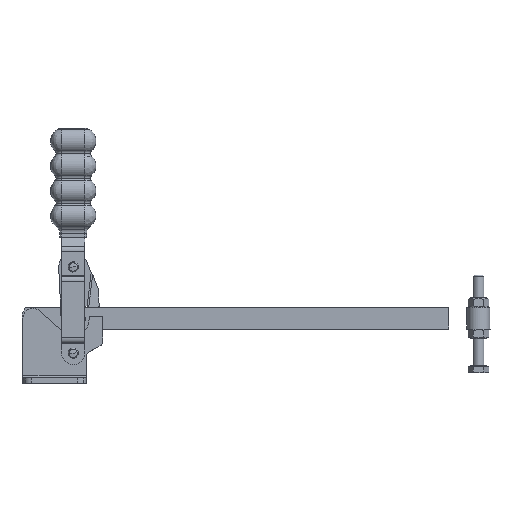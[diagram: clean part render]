
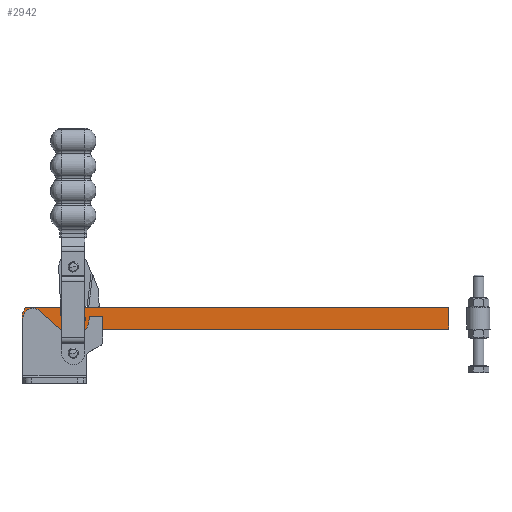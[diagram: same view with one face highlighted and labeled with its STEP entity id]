
A CAD part, top view. The second image highlights one B-rep face of the part: STEP entity #2942.
In plain terms, the highlighted planar face has unit normal (0, 0, 1).
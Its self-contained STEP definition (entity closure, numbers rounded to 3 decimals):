
#2609=CARTESIAN_POINT('',(30.7,6.,6.));
#2610=VERTEX_POINT('',#2609);
#2626=CARTESIAN_POINT('',(25.7,6.,6.));
#2627=VERTEX_POINT('',#2626);
#2634=CARTESIAN_POINT('',(28.2,6.,6.));
#2635=DIRECTION('',(0.0,0.0,-1.0));
#2636=DIRECTION('',(1.0,0.0,0.0));
#2637=AXIS2_PLACEMENT_3D('',#2634,#2635,#2636);
#2638=CIRCLE('',#2637,2.5);
#2639=EDGE_CURVE('',#2610,#2627,#2638,.T.);
#2672=CARTESIAN_POINT('',(8.5,6.,6.));
#2673=VERTEX_POINT('',#2672);
#2689=CARTESIAN_POINT('',(3.5,6.,6.));
#2690=VERTEX_POINT('',#2689);
#2697=CARTESIAN_POINT('',(6.,6.,6.));
#2698=DIRECTION('',(0.0,0.0,-1.0));
#2699=DIRECTION('',(1.0,0.0,0.0));
#2700=AXIS2_PLACEMENT_3D('',#2697,#2698,#2699);
#2701=CIRCLE('',#2700,2.5);
#2702=EDGE_CURVE('',#2673,#2690,#2701,.T.);
#2722=CARTESIAN_POINT('',(235.49,12.,6.));
#2723=VERTEX_POINT('',#2722);
#2730=CARTESIAN_POINT('',(235.49,0.,6.));
#2731=VERTEX_POINT('',#2730);
#2732=CARTESIAN_POINT('',(235.49,0.,6.));
#2733=DIRECTION('',(0.0,1.0,0.0));
#2734=VECTOR('',#2733,12.);
#2735=LINE('',#2732,#2734);
#2736=EDGE_CURVE('',#2731,#2723,#2735,.T.);
#2774=CARTESIAN_POINT('',(6.,6.,6.));
#2775=DIRECTION('',(0.0,0.0,-1.0));
#2776=DIRECTION('',(1.0,0.0,0.0));
#2777=AXIS2_PLACEMENT_3D('',#2774,#2775,#2776);
#2778=CIRCLE('',#2777,2.5);
#2779=EDGE_CURVE('',#2690,#2673,#2778,.T.);
#2819=CARTESIAN_POINT('',(28.2,6.,6.));
#2820=DIRECTION('',(0.0,0.0,-1.0));
#2821=DIRECTION('',(1.0,0.0,0.0));
#2822=AXIS2_PLACEMENT_3D('',#2819,#2820,#2821);
#2823=CIRCLE('',#2822,2.5);
#2824=EDGE_CURVE('',#2627,#2610,#2823,.T.);
#2842=CARTESIAN_POINT('',(2.,0.0,6.));
#2843=VERTEX_POINT('',#2842);
#2844=CARTESIAN_POINT('',(235.49,0.,6.));
#2845=DIRECTION('',(-1.0,0.0,0.0));
#2846=VECTOR('',#2845,233.49);
#2847=LINE('',#2844,#2846);
#2848=EDGE_CURVE('',#2731,#2843,#2847,.T.);
#2873=CARTESIAN_POINT('',(2.,12.,6.));
#2874=VERTEX_POINT('',#2873);
#2875=CARTESIAN_POINT('',(10.,6.,6.));
#2876=DIRECTION('',(0.0,0.0,-1.));
#2877=DIRECTION('',(0.8,-0.6,0.0));
#2878=AXIS2_PLACEMENT_3D('',#2875,#2876,#2877);
#2879=CIRCLE('',#2878,10.);
#2880=EDGE_CURVE('',#2843,#2874,#2879,.T.);
#2906=CARTESIAN_POINT('',(235.49,12.,6.));
#2907=DIRECTION('',(-1.0,0.0,0.0));
#2908=VECTOR('',#2907,233.49);
#2909=LINE('',#2906,#2908);
#2910=EDGE_CURVE('',#2723,#2874,#2909,.T.);
#2923=CARTESIAN_POINT('',(46.234,6.,6.));
#2924=DIRECTION('',(0.0,0.0,1.0));
#2925=DIRECTION('',(1.0,0.0,0.0));
#2926=AXIS2_PLACEMENT_3D('',#2923,#2924,#2925);
#2927=PLANE('',#2926);
#2928=ORIENTED_EDGE('',*,*,#2848,.F.);
#2929=ORIENTED_EDGE('',*,*,#2736,.T.);
#2930=ORIENTED_EDGE('',*,*,#2910,.T.);
#2931=ORIENTED_EDGE('',*,*,#2880,.F.);
#2932=EDGE_LOOP('',(#2928,#2929,#2930,#2931));
#2933=FACE_OUTER_BOUND('',#2932,.T.);
#2934=ORIENTED_EDGE('',*,*,#2702,.T.);
#2935=ORIENTED_EDGE('',*,*,#2779,.T.);
#2936=EDGE_LOOP('',(#2934,#2935));
#2937=FACE_BOUND('',#2936,.T.);
#2938=ORIENTED_EDGE('',*,*,#2639,.T.);
#2939=ORIENTED_EDGE('',*,*,#2824,.T.);
#2940=EDGE_LOOP('',(#2938,#2939));
#2941=FACE_BOUND('',#2940,.T.);
#2942=ADVANCED_FACE('',(#2933,#2937,#2941),#2927,.T.);
